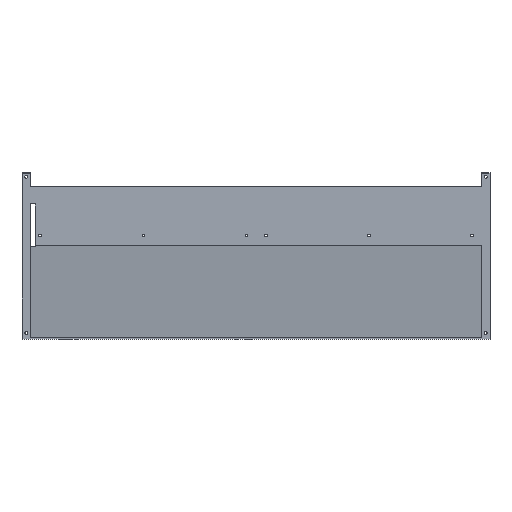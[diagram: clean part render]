
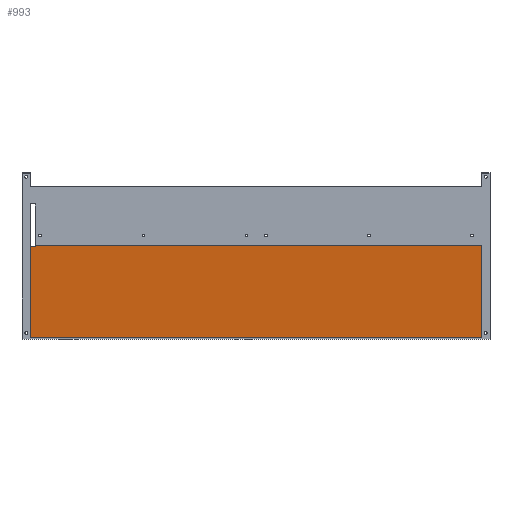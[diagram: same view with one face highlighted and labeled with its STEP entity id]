
A CAD part, top view. The second image highlights one B-rep face of the part: STEP entity #993.
In plain terms, the highlighted planar face has unit normal (0, -0.122, 0.993).
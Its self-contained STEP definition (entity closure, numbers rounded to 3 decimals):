
#99=FACE_OUTER_BOUND('',#152,.T.);
#152=EDGE_LOOP('',(#704,#705,#706,#707,#708,#709,#710,#711));
#227=LINE('',#1424,#334);
#241=LINE('',#1452,#348);
#243=LINE('',#1456,#350);
#249=LINE('',#1468,#356);
#252=LINE('',#1474,#359);
#253=LINE('',#1475,#360);
#254=LINE('',#1477,#361);
#255=LINE('',#1478,#362);
#334=VECTOR('',#1143,10.);
#348=VECTOR('',#1165,10.);
#350=VECTOR('',#1169,10.);
#356=VECTOR('',#1179,10.);
#359=VECTOR('',#1184,10.);
#360=VECTOR('',#1185,10.);
#361=VECTOR('',#1186,10.);
#362=VECTOR('',#1187,10.);
#441=VERTEX_POINT('',#1421);
#442=VERTEX_POINT('',#1423);
#451=VERTEX_POINT('',#1449);
#452=VERTEX_POINT('',#1451);
#453=VERTEX_POINT('',#1455);
#457=VERTEX_POINT('',#1467);
#459=VERTEX_POINT('',#1473);
#460=VERTEX_POINT('',#1476);
#533=EDGE_CURVE('',#442,#441,#227,.T.);
#547=EDGE_CURVE('',#452,#451,#241,.T.);
#549=EDGE_CURVE('',#451,#453,#243,.T.);
#555=EDGE_CURVE('',#452,#457,#249,.T.);
#558=EDGE_CURVE('',#453,#459,#252,.T.);
#559=EDGE_CURVE('',#459,#442,#253,.T.);
#560=EDGE_CURVE('',#441,#460,#254,.T.);
#561=EDGE_CURVE('',#457,#460,#255,.T.);
#704=ORIENTED_EDGE('',*,*,#547,.T.);
#705=ORIENTED_EDGE('',*,*,#549,.T.);
#706=ORIENTED_EDGE('',*,*,#558,.T.);
#707=ORIENTED_EDGE('',*,*,#559,.T.);
#708=ORIENTED_EDGE('',*,*,#533,.T.);
#709=ORIENTED_EDGE('',*,*,#560,.T.);
#710=ORIENTED_EDGE('',*,*,#561,.F.);
#711=ORIENTED_EDGE('',*,*,#555,.F.);
#956=PLANE('',#1060);
#993=ADVANCED_FACE('',(#99),#956,.T.);
#1060=AXIS2_PLACEMENT_3D('',#1472,#1182,#1183);
#1143=DIRECTION('',(1.,0.,0.));
#1165=DIRECTION('',(0.,-0.993,-0.122));
#1169=DIRECTION('',(-1.,0.,0.));
#1179=DIRECTION('',(1.,0.,0.));
#1182=DIRECTION('center_axis',(0.,-0.122,0.993));
#1183=DIRECTION('ref_axis',(0.,-0.993,-0.122));
#1184=DIRECTION('',(0.,-0.993,-0.122));
#1185=DIRECTION('',(1.,0.,0.));
#1186=DIRECTION('',(1.,0.,0.));
#1187=DIRECTION('',(0.,-0.993,-0.122));
#1421=CARTESIAN_POINT('',(37.005,-127.254,-8.572));
#1423=CARTESIAN_POINT('',(22.005,-127.254,-8.572));
#1424=CARTESIAN_POINT('',(0.,-127.254,-8.572));
#1449=CARTESIAN_POINT('',(4.,-57.428,0.001));
#1451=CARTESIAN_POINT('',(4.,-56.254,0.145));
#1452=CARTESIAN_POINT('',(4.,-56.841,0.073));
#1455=CARTESIAN_POINT('',(0.,-57.428,0.001));
#1456=CARTESIAN_POINT('',(0.,-57.428,0.001));
#1467=CARTESIAN_POINT('',(349.4,-56.254,0.145));
#1468=CARTESIAN_POINT('',(0.,-56.254,0.145));
#1472=CARTESIAN_POINT('Origin',(0.,-56.254,0.145));
#1473=CARTESIAN_POINT('',(0.,-127.254,-8.572));
#1474=CARTESIAN_POINT('',(0.,-0.853,6.948));
#1475=CARTESIAN_POINT('',(0.,-127.254,-8.572));
#1476=CARTESIAN_POINT('',(349.4,-127.254,-8.572));
#1477=CARTESIAN_POINT('',(0.,-127.254,-8.572));
#1478=CARTESIAN_POINT('',(349.4,-0.853,6.948));
